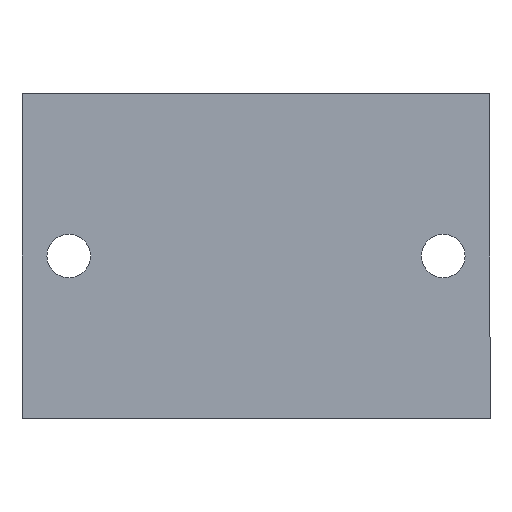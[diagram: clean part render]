
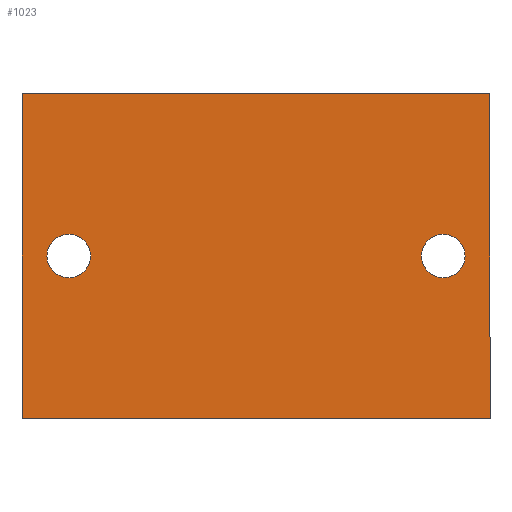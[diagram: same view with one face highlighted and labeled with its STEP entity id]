
A CAD part, front view. The second image highlights one B-rep face of the part: STEP entity #1023.
In plain terms, the highlighted face is planar.
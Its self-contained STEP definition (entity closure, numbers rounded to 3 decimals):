
#45 = FACE_BOUND ( 'NONE', #1371, .T. ) ;
#81 = CARTESIAN_POINT ( 'NONE',  ( 71., -26., 0. ) ) ;
#87 = VECTOR ( 'NONE', #1338, 1000. ) ;
#124 = CARTESIAN_POINT ( 'NONE',  ( 75., -52., 0. ) ) ;
#154 = ORIENTED_EDGE ( 'NONE', *, *, #730, .T. ) ;
#186 = FACE_OUTER_BOUND ( 'NONE', #1394, .T. ) ;
#191 = CARTESIAN_POINT ( 'NONE',  ( 0., 0., 0. ) ) ;
#199 = ORIENTED_EDGE ( 'NONE', *, *, #1907, .F. ) ;
#206 = ORIENTED_EDGE ( 'NONE', *, *, #1941, .F. ) ;
#305 = VERTEX_POINT ( 'NONE', #124 ) ;
#359 = AXIS2_PLACEMENT_3D ( 'NONE', #1983, #1636, #1785 ) ;
#362 = VERTEX_POINT ( 'NONE', #1091 ) ;
#380 = EDGE_CURVE ( 'NONE', #1277, #443, #1506, .T. ) ;
#399 = VECTOR ( 'NONE', #1032, 1000. ) ;
#443 = VERTEX_POINT ( 'NONE', #1540 ) ;
#473 = EDGE_CURVE ( 'NONE', #305, #362, #476, .T. ) ;
#476 = LINE ( 'NONE', #1141, #1030 ) ;
#479 = PLANE ( 'NONE',  #359 ) ;
#513 = FACE_BOUND ( 'NONE', #690, .T. ) ;
#548 = CARTESIAN_POINT ( 'NONE',  ( 7.5, -26., 0. ) ) ;
#555 = CIRCLE ( 'NONE', #1802, 3.5 ) ;
#556 = AXIS2_PLACEMENT_3D ( 'NONE', #548, #1487, #1786 ) ;
#573 = DIRECTION ( 'NONE',  ( 0., 0., 1. ) ) ;
#597 = DIRECTION ( 'NONE',  ( 0., 0., 1. ) ) ;
#609 = CARTESIAN_POINT ( 'NONE',  ( 67.5, -26., 0. ) ) ;
#612 = VERTEX_POINT ( 'NONE', #1591 ) ;
#650 = DIRECTION ( 'NONE',  ( 0., 1., 0. ) ) ;
#657 = CARTESIAN_POINT ( 'NONE',  ( 67.5, -26., 0. ) ) ;
#690 = EDGE_LOOP ( 'NONE', ( #1411, #154 ) ) ;
#730 = EDGE_CURVE ( 'NONE', #799, #612, #1943, .T. ) ;
#754 = ORIENTED_EDGE ( 'NONE', *, *, #380, .T. ) ;
#778 = EDGE_CURVE ( 'NONE', #362, #1057, #1051, .T. ) ;
#799 = VERTEX_POINT ( 'NONE', #81 ) ;
#845 = AXIS2_PLACEMENT_3D ( 'NONE', #1231, #573, #1700 ) ;
#852 = LINE ( 'NONE', #1641, #87 ) ;
#901 = EDGE_CURVE ( 'NONE', #612, #799, #555, .T. ) ;
#958 = DIRECTION ( 'NONE',  ( -1., 0., 0. ) ) ;
#993 = CARTESIAN_POINT ( 'NONE',  ( 0., 0., 0. ) ) ;
#1023 = ADVANCED_FACE ( 'NONE', ( #186, #45, #513 ), #479, .F. ) ;
#1030 = VECTOR ( 'NONE', #650, 1000. ) ;
#1032 = DIRECTION ( 'NONE',  ( -1., 0., 0. ) ) ;
#1051 = LINE ( 'NONE', #1188, #399 ) ;
#1057 = VERTEX_POINT ( 'NONE', #993 ) ;
#1091 = CARTESIAN_POINT ( 'NONE',  ( 75., 0., 0. ) ) ;
#1140 = CIRCLE ( 'NONE', #556, 3.5 ) ;
#1141 = CARTESIAN_POINT ( 'NONE',  ( 75., 0., 0. ) ) ;
#1188 = CARTESIAN_POINT ( 'NONE',  ( 0., 0., 0. ) ) ;
#1231 = CARTESIAN_POINT ( 'NONE',  ( 7.5, -26., 0. ) ) ;
#1247 = ORIENTED_EDGE ( 'NONE', *, *, #778, .F. ) ;
#1277 = VERTEX_POINT ( 'NONE', #1509 ) ;
#1327 = DIRECTION ( 'NONE',  ( 0., 0., 1. ) ) ;
#1338 = DIRECTION ( 'NONE',  ( 1., 0., 0. ) ) ;
#1371 = EDGE_LOOP ( 'NONE', ( #1815, #754 ) ) ;
#1394 = EDGE_LOOP ( 'NONE', ( #206, #1247, #2039, #199 ) ) ;
#1411 = ORIENTED_EDGE ( 'NONE', *, *, #901, .T. ) ;
#1414 = AXIS2_PLACEMENT_3D ( 'NONE', #657, #1327, #1958 ) ;
#1423 = VECTOR ( 'NONE', #1806, 1000. ) ;
#1487 = DIRECTION ( 'NONE',  ( 0., 0., 1. ) ) ;
#1493 = EDGE_CURVE ( 'NONE', #443, #1277, #1140, .T. ) ;
#1506 = CIRCLE ( 'NONE', #845, 3.5 ) ;
#1509 = CARTESIAN_POINT ( 'NONE',  ( 11., -26., 0. ) ) ;
#1540 = CARTESIAN_POINT ( 'NONE',  ( 4., -26., 0. ) ) ;
#1591 = CARTESIAN_POINT ( 'NONE',  ( 64., -26., 0. ) ) ;
#1636 = DIRECTION ( 'NONE',  ( 0., 0., 1. ) ) ;
#1641 = CARTESIAN_POINT ( 'NONE',  ( 0., -52., 0. ) ) ;
#1700 = DIRECTION ( 'NONE',  ( 1., 0., 0. ) ) ;
#1785 = DIRECTION ( 'NONE',  ( 1., 0., 0. ) ) ;
#1786 = DIRECTION ( 'NONE',  ( 1., 0., 0. ) ) ;
#1802 = AXIS2_PLACEMENT_3D ( 'NONE', #609, #597, #958 ) ;
#1804 = VERTEX_POINT ( 'NONE', #1926 ) ;
#1806 = DIRECTION ( 'NONE',  ( 0., -1., 0. ) ) ;
#1815 = ORIENTED_EDGE ( 'NONE', *, *, #1493, .T. ) ;
#1907 = EDGE_CURVE ( 'NONE', #1804, #305, #852, .T. ) ;
#1926 = CARTESIAN_POINT ( 'NONE',  ( 0., -52., 0. ) ) ;
#1941 = EDGE_CURVE ( 'NONE', #1057, #1804, #1952, .T. ) ;
#1943 = CIRCLE ( 'NONE', #1414, 3.5 ) ;
#1952 = LINE ( 'NONE', #191, #1423 ) ;
#1958 = DIRECTION ( 'NONE',  ( -1., 0., 0. ) ) ;
#1983 = CARTESIAN_POINT ( 'NONE',  ( 0., 0., 0. ) ) ;
#2039 = ORIENTED_EDGE ( 'NONE', *, *, #473, .F. ) ;
